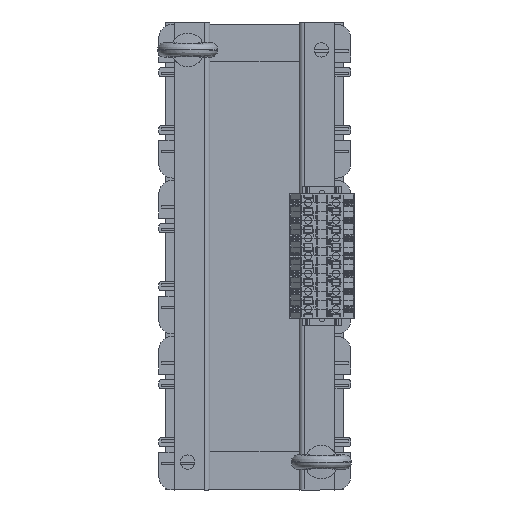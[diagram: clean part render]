
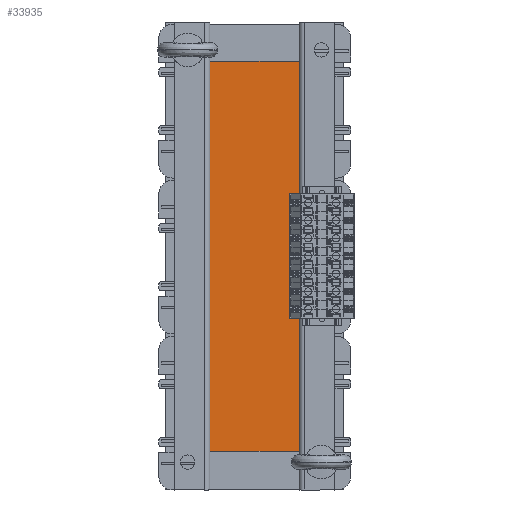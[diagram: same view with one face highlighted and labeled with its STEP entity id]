
A CAD part, left-side view. The second image highlights one B-rep face of the part: STEP entity #33935.
In plain terms, the highlighted planar face has unit normal (-1, 0, 0).
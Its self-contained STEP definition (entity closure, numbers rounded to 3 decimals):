
#4316=FACE_OUTER_BOUND('',#6246,.T.);
#6246=EDGE_LOOP('',(#23007,#23008,#23009,#23010));
#8259=LINE('',#49470,#11602);
#8267=LINE('',#49485,#11610);
#8268=LINE('',#49487,#11611);
#8269=LINE('',#49488,#11612);
#11602=VECTOR('',#39569,10.);
#11610=VECTOR('',#39581,10.);
#11611=VECTOR('',#39584,10.);
#11612=VECTOR('',#39585,10.);
#14943=VERTEX_POINT('',#49467);
#14944=VERTEX_POINT('',#49469);
#14948=VERTEX_POINT('',#49481);
#14949=VERTEX_POINT('',#49483);
#18045=EDGE_CURVE('',#14943,#14944,#8259,.T.);
#18053=EDGE_CURVE('',#14948,#14949,#8267,.T.);
#18054=EDGE_CURVE('',#14943,#14948,#8268,.T.);
#18055=EDGE_CURVE('',#14944,#14949,#8269,.T.);
#23007=ORIENTED_EDGE('',*,*,#18054,.T.);
#23008=ORIENTED_EDGE('',*,*,#18053,.T.);
#23009=ORIENTED_EDGE('',*,*,#18055,.F.);
#23010=ORIENTED_EDGE('',*,*,#18045,.F.);
#32824=PLANE('',#36233);
#33935=ADVANCED_FACE('',(#4316),#32824,.T.);
#36233=AXIS2_PLACEMENT_3D('',#49486,#39582,#39583);
#39569=DIRECTION('',(0.,1.,0.));
#39581=DIRECTION('',(0.,1.,0.));
#39582=DIRECTION('center_axis',(-1.,0.,0.));
#39583=DIRECTION('ref_axis',(0.,0.,1.));
#39584=DIRECTION('',(0.,0.,1.));
#39585=DIRECTION('',(0.,0.,1.));
#49467=CARTESIAN_POINT('',(-350.,0.,0.));
#49469=CARTESIAN_POINT('',(-350.,80.,0.));
#49470=CARTESIAN_POINT('',(-350.,0.,0.));
#49481=CARTESIAN_POINT('',(-350.,0.,350.));
#49483=CARTESIAN_POINT('',(-350.,80.,350.));
#49485=CARTESIAN_POINT('',(-350.,0.,350.));
#49486=CARTESIAN_POINT('Origin',(-350.,0.,0.));
#49487=CARTESIAN_POINT('',(-350.,0.,0.));
#49488=CARTESIAN_POINT('',(-350.,80.,0.));
